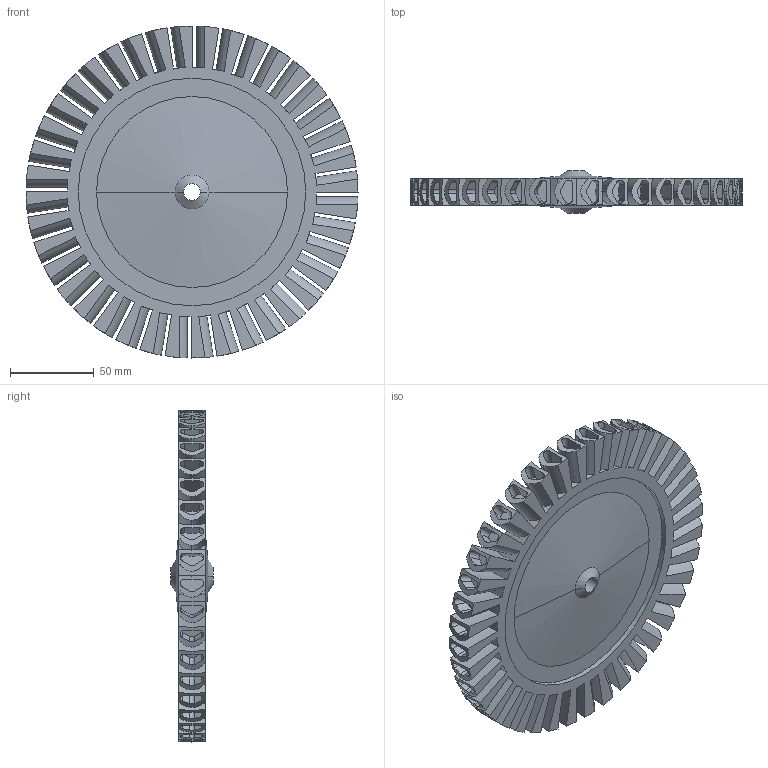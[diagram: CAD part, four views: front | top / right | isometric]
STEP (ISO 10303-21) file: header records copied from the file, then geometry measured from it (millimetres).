
FILE_DESCRIPTION (( 'STEP AP214' ), '1' );
FILE_NAME ('[TP] [Turb] Rotor54.STEP', '2024-05-10T03:59:55', ( '' ), ( '' ), 'SwSTEP 2.0', 'SolidWorks 2023', '' );
FILE_SCHEMA (( 'AUTOMOTIVE_DESIGN' ));
Length unit declared in the file: inch
Products named in the file (1): [TP] [Turb] Rotor54
Bounding box: 198.73 x 25.4 x 198.73 mm (x, y, z)
Volume: 339646.4 mm3; surface area: 110309.5 mm2
Topology: 1 solids, 1 shells, 578 faces, 1672 edges, 1138 vertices
Faces by surface type: cylinder 326, plane 164, bspline 80, cone 8
Entity records: 22468 total; most frequent: CARTESIAN_POINT 8306, ORIENTED_EDGE 3344, DIRECTION 2532, EDGE_CURVE 1672, VERTEX_POINT 1138, AXIS2_PLACEMENT_3D 919, VECTOR 694, LINE 694
